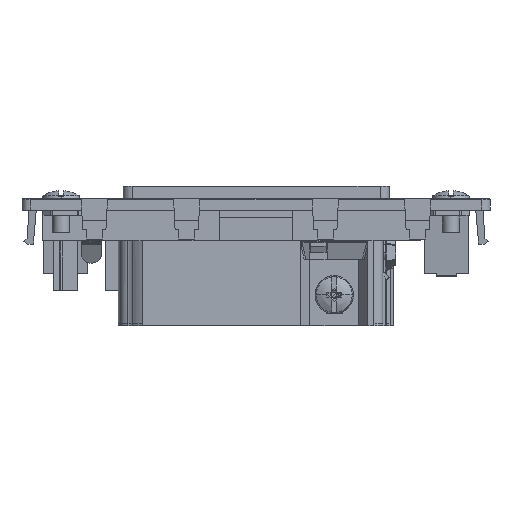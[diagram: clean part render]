
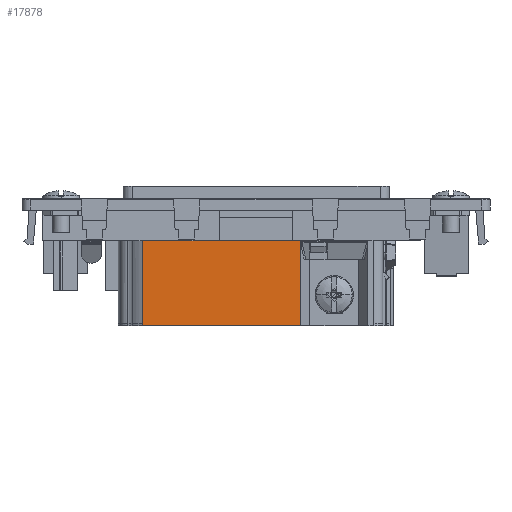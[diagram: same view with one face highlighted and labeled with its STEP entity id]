
A CAD part, front view. The second image highlights one B-rep face of the part: STEP entity #17878.
In plain terms, the highlighted planar face has unit normal (0, -1, 0).
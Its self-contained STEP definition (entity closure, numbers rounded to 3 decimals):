
#17850=AXIS2_PLACEMENT_3D('Plane Axis2P3D',#17847,#17848,#17849) ;
#17733=CARTESIAN_POINT('Line Origine',(29.953,11.96,0.318)) ;
#17737=CARTESIAN_POINT('Vertex',(29.953,11.96,0.635)) ;
#17739=CARTESIAN_POINT('Vertex',(29.953,11.96,0.)) ;
#17825=CARTESIAN_POINT('Vertex',(29.953,11.96,21.311)) ;
#17835=CARTESIAN_POINT('Line Origine',(29.953,11.96,10.973)) ;
#17847=CARTESIAN_POINT('Axis2P3D Location',(29.953,11.96,0.635)) ;
#17852=CARTESIAN_POINT('Line Origine',(69.344,11.96,10.655)) ;
#17856=CARTESIAN_POINT('Vertex',(69.344,11.96,0.)) ;
#17858=CARTESIAN_POINT('Vertex',(69.344,11.96,21.311)) ;
#17861=CARTESIAN_POINT('Line Origine',(49.649,11.96,21.311)) ;
#17866=CARTESIAN_POINT('Line Origine',(49.649,11.96,0.)) ;
#17734=DIRECTION('Vector Direction',(0.,0.,-1.)) ;
#17836=DIRECTION('Vector Direction',(0.,0.,-1.)) ;
#17848=DIRECTION('Axis2P3D Direction',(0.,-1.,0.)) ;
#17849=DIRECTION('Axis2P3D XDirection',(1.,0.,0.)) ;
#17853=DIRECTION('Vector Direction',(0.,0.,1.)) ;
#17862=DIRECTION('Vector Direction',(1.,0.,0.)) ;
#17867=DIRECTION('Vector Direction',(1.,0.,0.)) ;
#17735=VECTOR('Line Direction',#17734,1.) ;
#17837=VECTOR('Line Direction',#17836,1.) ;
#17854=VECTOR('Line Direction',#17853,1.) ;
#17863=VECTOR('Line Direction',#17862,1.) ;
#17868=VECTOR('Line Direction',#17867,1.) ;
#17872=ORIENTED_EDGE('',*,*,#17860,.T.) ;
#17873=ORIENTED_EDGE('',*,*,#17865,.F.) ;
#17874=ORIENTED_EDGE('',*,*,#17839,.F.) ;
#17875=ORIENTED_EDGE('',*,*,#17741,.T.) ;
#17876=ORIENTED_EDGE('',*,*,#17870,.F.) ;
#17878=ADVANCED_FACE('2004810000.1\\V2.1',(#17877),#17851,.T.) ;
#17741=EDGE_CURVE('',#17738,#17740,#17736,.T.) ;
#17839=EDGE_CURVE('',#17738,#17826,#17838,.F.) ;
#17860=EDGE_CURVE('',#17857,#17859,#17855,.T.) ;
#17865=EDGE_CURVE('',#17826,#17859,#17864,.T.) ;
#17870=EDGE_CURVE('',#17857,#17740,#17869,.F.) ;
#17871=EDGE_LOOP('',(#17872,#17873,#17874,#17875,#17876)) ;
#17877=FACE_OUTER_BOUND('',#17871,.T.) ;
#17736=LINE('Line',#17733,#17735) ;
#17838=LINE('Line',#17835,#17837) ;
#17855=LINE('Line',#17852,#17854) ;
#17864=LINE('Line',#17861,#17863) ;
#17869=LINE('Line',#17866,#17868) ;
#17851=PLANE('',#17850) ;
#17738=VERTEX_POINT('',#17737) ;
#17740=VERTEX_POINT('',#17739) ;
#17826=VERTEX_POINT('',#17825) ;
#17857=VERTEX_POINT('',#17856) ;
#17859=VERTEX_POINT('',#17858) ;
